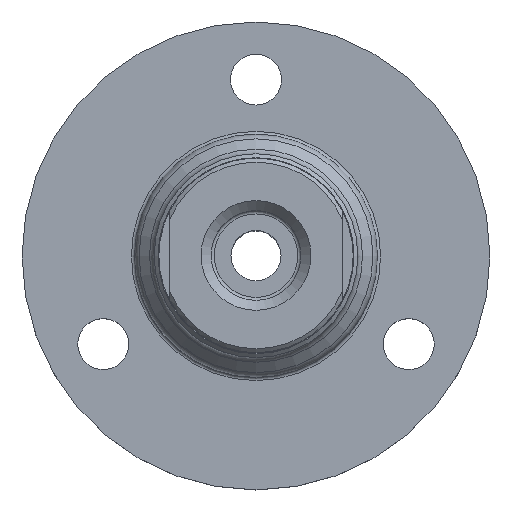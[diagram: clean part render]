
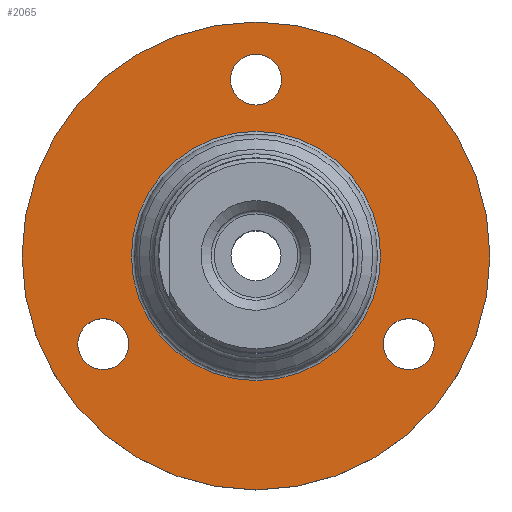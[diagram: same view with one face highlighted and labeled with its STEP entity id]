
A CAD part, top view. The second image highlights one B-rep face of the part: STEP entity #2065.
In plain terms, the highlighted planar face has unit normal (0, 0, 1).
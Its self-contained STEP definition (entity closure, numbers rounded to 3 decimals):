
#256=FACE_BOUND('',#759,.T.);
#257=FACE_BOUND('',#760,.T.);
#258=FACE_BOUND('',#761,.T.);
#259=FACE_BOUND('',#762,.T.);
#358=CIRCLE('',#2282,29.85);
#359=CIRCLE('',#2283,29.85);
#360=CIRCLE('',#2285,3.25);
#361=CIRCLE('',#2286,3.25);
#362=CIRCLE('',#2287,3.25);
#363=CIRCLE('',#2288,15.9);
#364=CIRCLE('',#2289,15.9);
#470=PLANE('',#2284);
#644=FACE_OUTER_BOUND('',#758,.T.);
#758=EDGE_LOOP('',(#1708,#1709));
#759=EDGE_LOOP('',(#1710));
#760=EDGE_LOOP('',(#1711));
#761=EDGE_LOOP('',(#1712));
#762=EDGE_LOOP('',(#1713,#1714));
#957=VERTEX_POINT('',#3561);
#958=VERTEX_POINT('',#3563);
#959=VERTEX_POINT('',#3567);
#960=VERTEX_POINT('',#3569);
#961=VERTEX_POINT('',#3571);
#962=VERTEX_POINT('',#3573);
#963=VERTEX_POINT('',#3574);
#1230=EDGE_CURVE('',#957,#958,#358,.T.);
#1231=EDGE_CURVE('',#958,#957,#359,.T.);
#1232=EDGE_CURVE('',#959,#959,#360,.T.);
#1233=EDGE_CURVE('',#960,#960,#361,.T.);
#1234=EDGE_CURVE('',#961,#961,#362,.T.);
#1235=EDGE_CURVE('',#962,#963,#363,.T.);
#1236=EDGE_CURVE('',#963,#962,#364,.T.);
#1708=ORIENTED_EDGE('',*,*,#1231,.F.);
#1709=ORIENTED_EDGE('',*,*,#1230,.F.);
#1710=ORIENTED_EDGE('',*,*,#1232,.T.);
#1711=ORIENTED_EDGE('',*,*,#1233,.T.);
#1712=ORIENTED_EDGE('',*,*,#1234,.T.);
#1713=ORIENTED_EDGE('',*,*,#1235,.T.);
#1714=ORIENTED_EDGE('',*,*,#1236,.T.);
#2065=ADVANCED_FACE('',(#644,#256,#257,#258,#259),#470,.T.);
#2282=AXIS2_PLACEMENT_3D('',#3564,#2772,#2773);
#2283=AXIS2_PLACEMENT_3D('',#3565,#2774,#2775);
#2284=AXIS2_PLACEMENT_3D('',#3566,#2776,#2777);
#2285=AXIS2_PLACEMENT_3D('',#3568,#2778,#2779);
#2286=AXIS2_PLACEMENT_3D('',#3570,#2780,#2781);
#2287=AXIS2_PLACEMENT_3D('',#3572,#2782,#2783);
#2288=AXIS2_PLACEMENT_3D('',#3575,#2784,#2785);
#2289=AXIS2_PLACEMENT_3D('',#3576,#2786,#2787);
#2772=DIRECTION('center_axis',(0.,0.,
-1.));
#2773=DIRECTION('ref_axis',(0.,-1.,0.));
#2774=DIRECTION('center_axis',(0.,0.,
-1.));
#2775=DIRECTION('ref_axis',(0.,-1.,0.));
#2776=DIRECTION('center_axis',(0.,0.,
1.));
#2777=DIRECTION('ref_axis',(1.,0.,0.));
#2778=DIRECTION('center_axis',(0.,0.,
-1.));
#2779=DIRECTION('ref_axis',(-1.,0.,0.));
#2780=DIRECTION('center_axis',(0.,0.,
-1.));
#2781=DIRECTION('ref_axis',(-1.,0.,0.));
#2782=DIRECTION('center_axis',(0.,0.,
-1.));
#2783=DIRECTION('ref_axis',(-1.,0.,0.));
#2784=DIRECTION('center_axis',(0.,0.,
-1.));
#2785=DIRECTION('ref_axis',(0.,-1.,0.));
#2786=DIRECTION('center_axis',(0.,0.,
-1.));
#2787=DIRECTION('ref_axis',(0.,-1.,0.));
#3561=CARTESIAN_POINT('',(0.,29.85,28.5));
#3563=CARTESIAN_POINT('',(0.,-29.85,28.5));
#3564=CARTESIAN_POINT('Origin',(0.,0.,
28.5));
#3565=CARTESIAN_POINT('Origin',(0.,0.,
28.5));
#3566=CARTESIAN_POINT('Origin',(0.,-22.875,
28.5));
#3567=CARTESIAN_POINT('',(22.736,-11.25,28.5));
#3568=CARTESIAN_POINT('Origin',(19.486,-11.25,28.5));
#3569=CARTESIAN_POINT('',(3.25,22.5,28.5));
#3570=CARTESIAN_POINT('Origin',(0.,22.5,28.5));
#3571=CARTESIAN_POINT('',(-16.236,-11.25,28.5));
#3572=CARTESIAN_POINT('Origin',(-19.486,-11.25,28.5));
#3573=CARTESIAN_POINT('',(0.,-15.9,28.5));
#3574=CARTESIAN_POINT('',(15.9,0.,28.5));
#3575=CARTESIAN_POINT('Origin',(0.,0.,
28.5));
#3576=CARTESIAN_POINT('Origin',(0.,0.,
28.5));
